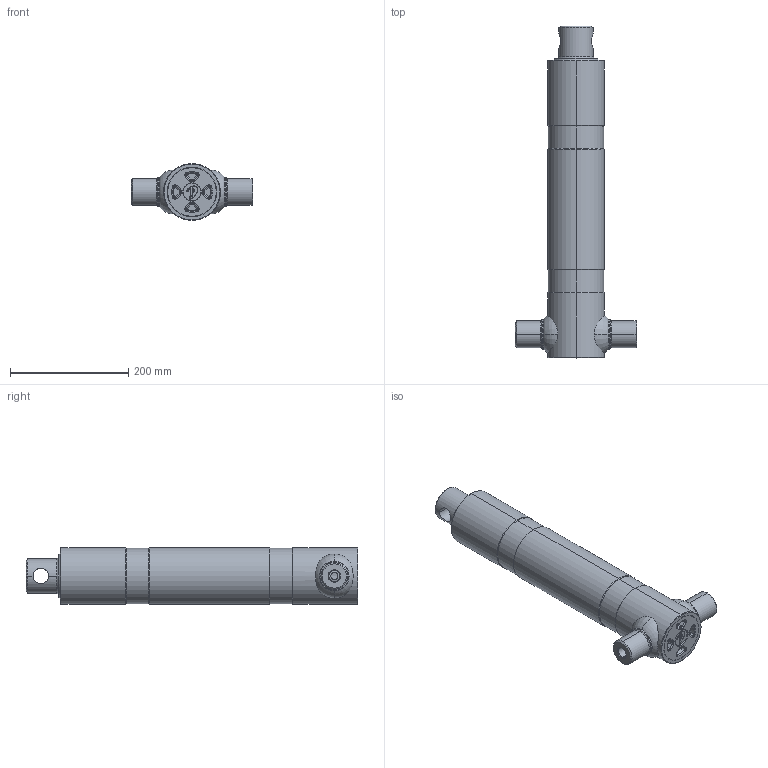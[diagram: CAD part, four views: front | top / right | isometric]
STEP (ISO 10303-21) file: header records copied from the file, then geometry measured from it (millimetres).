
FILE_DESCRIPTION (( 'STEP AP203' ), '1' );
FILE_NAME ('202.BGB.STEP', '2014-10-06T08:10:22', ( '' ), ( '' ), 'SwSTEP 2.0', 'SolidWorks 2013', '' );
FILE_SCHEMA (( 'CONFIG_CONTROL_DESIGN' ));
Length unit declared in the file: millimetre
Products named in the file (1): 202.BGB
Bounding box: 205 x 561 x 96 mm (x, y, z)
Surface area: 399700.9 mm2 (no closed solid volume)
Topology: 0 solids, 10 shells, 223 faces, 594 edges, 370 vertices
Faces by surface type: cone 64, torus 64, cylinder 63, plane 25, bspline 6, sphere 1
Entity records: 8561 total; most frequent: CARTESIAN_POINT 2925, DIRECTION 1323, ORIENTED_EDGE 1016, EDGE_CURVE 592, AXIS2_PLACEMENT_3D 567, VERTEX_POINT 369, CIRCLE 349, EDGE_LOOP 235
